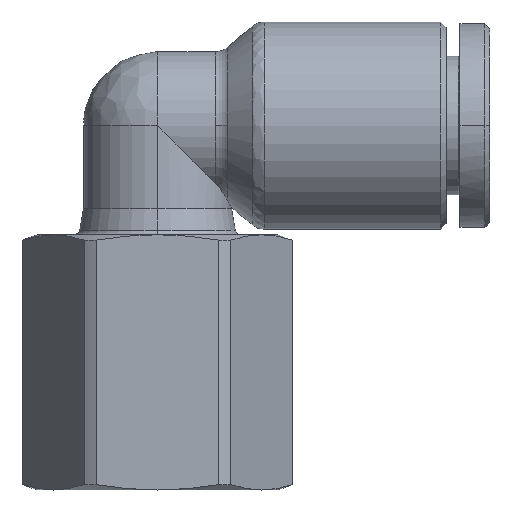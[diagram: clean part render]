
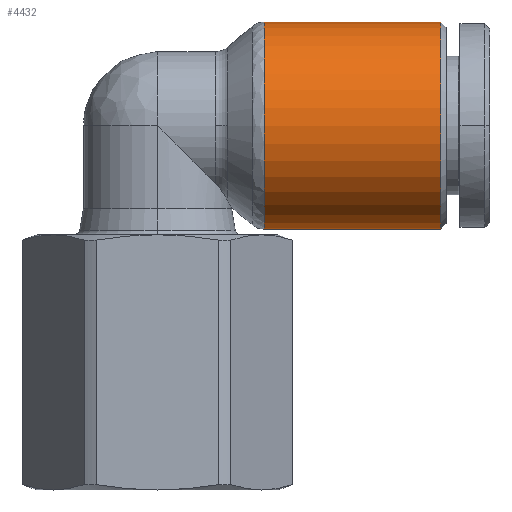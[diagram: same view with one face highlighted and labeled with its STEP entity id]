
A CAD part, front view. The second image highlights one B-rep face of the part: STEP entity #4432.
In plain terms, the highlighted cylindrical face has radius 5.6 mm (diameter 11.2 mm), a partial arc.
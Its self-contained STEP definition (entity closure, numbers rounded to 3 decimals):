
#119 = ORIENTED_EDGE ( 'NONE', *, *, #7155, .T. ) ;
#316 = CARTESIAN_POINT ( 'NONE',  ( 9.8, 0., -5.6 ) ) ;
#450 = CYLINDRICAL_SURFACE ( 'NONE', #9580, 5.6 ) ;
#844 = DIRECTION ( 'NONE',  ( 1., 0., 0. ) ) ;
#1010 = CARTESIAN_POINT ( 'NONE',  ( 0.265, 0., 0. ) ) ;
#1166 = DIRECTION ( 'NONE',  ( 1., 0., 0. ) ) ;
#1801 = DIRECTION ( 'NONE',  ( -1., 0., 0. ) ) ;
#2102 = ORIENTED_EDGE ( 'NONE', *, *, #4495, .T. ) ;
#2671 = AXIS2_PLACEMENT_3D ( 'NONE', #1010, #6795, #6826 ) ;
#2723 = CARTESIAN_POINT ( 'NONE',  ( 4.2, 0., -5.6 ) ) ;
#2985 = VECTOR ( 'NONE', #1166, 1000. ) ;
#3052 = FACE_OUTER_BOUND ( 'NONE', #3250, .T. ) ;
#3250 = EDGE_LOOP ( 'NONE', ( #9084, #6167, #119, #2102 ) ) ;
#3336 = LINE ( 'NONE', #5378, #9609 ) ;
#4432 = ADVANCED_FACE ( 'NONE', ( #3052 ), #450, .T. ) ;
#4495 = EDGE_CURVE ( 'NONE', #4677, #4790, #8237, .T. ) ;
#4510 = CARTESIAN_POINT ( 'NONE',  ( 0.265, 0., 5.6 ) ) ;
#4677 = VERTEX_POINT ( 'NONE', #316 ) ;
#4790 = VERTEX_POINT ( 'NONE', #8696 ) ;
#5378 = CARTESIAN_POINT ( 'NONE',  ( 4.2, 0., 5.6 ) ) ;
#6066 = EDGE_CURVE ( 'NONE', #9349, #4790, #3336, .T. ) ;
#6116 = DIRECTION ( 'NONE',  ( 1., 0., 0. ) ) ;
#6167 = ORIENTED_EDGE ( 'NONE', *, *, #9718, .T. ) ;
#6529 = VERTEX_POINT ( 'NONE', #10070 ) ;
#6579 = CARTESIAN_POINT ( 'NONE',  ( 9.8, 0., 0. ) ) ;
#6795 = DIRECTION ( 'NONE',  ( 1., 0., 0. ) ) ;
#6811 = AXIS2_PLACEMENT_3D ( 'NONE', #6579, #1801, #9889 ) ;
#6826 = DIRECTION ( 'NONE',  ( 0., 0., -1. ) ) ;
#7155 = EDGE_CURVE ( 'NONE', #6529, #4677, #8384, .T. ) ;
#8135 = DIRECTION ( 'NONE',  ( 0., 0., -1. ) ) ;
#8230 = CIRCLE ( 'NONE', #2671, 5.6 ) ;
#8237 = CIRCLE ( 'NONE', #6811, 5.6 ) ;
#8384 = LINE ( 'NONE', #2723, #2985 ) ;
#8696 = CARTESIAN_POINT ( 'NONE',  ( 9.8, 0., 5.6 ) ) ;
#9084 = ORIENTED_EDGE ( 'NONE', *, *, #6066, .F. ) ;
#9349 = VERTEX_POINT ( 'NONE', #4510 ) ;
#9580 = AXIS2_PLACEMENT_3D ( 'NONE', #9785, #844, #8135 ) ;
#9609 = VECTOR ( 'NONE', #6116, 1000. ) ;
#9718 = EDGE_CURVE ( 'NONE', #9349, #6529, #8230, .T. ) ;
#9785 = CARTESIAN_POINT ( 'NONE',  ( 4.2, 0., 0. ) ) ;
#9889 = DIRECTION ( 'NONE',  ( 0., 0., -1. ) ) ;
#10070 = CARTESIAN_POINT ( 'NONE',  ( 0.265, 0., -5.6 ) ) ;
